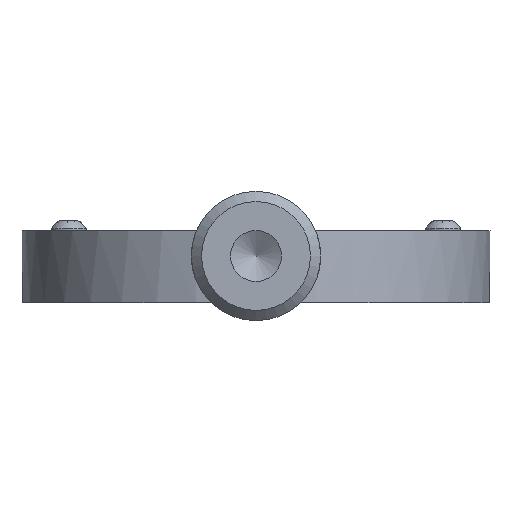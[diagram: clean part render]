
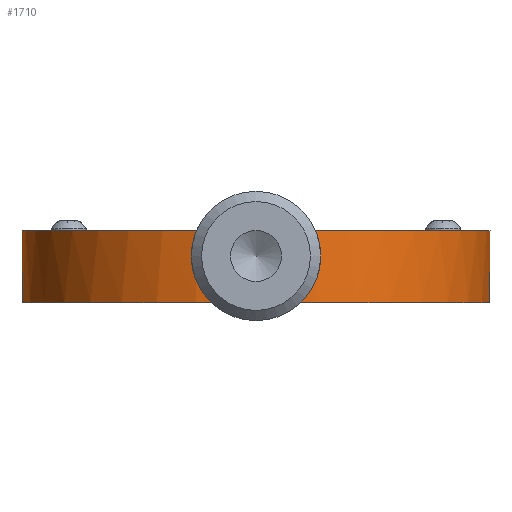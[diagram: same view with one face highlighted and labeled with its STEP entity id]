
A CAD part, front view. The second image highlights one B-rep face of the part: STEP entity #1710.
In plain terms, the highlighted cylindrical face has radius 23 mm (diameter 46 mm), a partial arc.
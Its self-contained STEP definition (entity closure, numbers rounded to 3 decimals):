
#2 = FACE_OUTER_BOUND ( 'NONE', #3803, .T. ) ;
#28 = CARTESIAN_POINT ( 'NONE',  ( 0., 0., 0. ) ) ;
#93 = VERTEX_POINT ( 'NONE', #2246 ) ;
#160 = CARTESIAN_POINT ( 'NONE',  ( 0., 0., 1.5 ) ) ;
#164 = CIRCLE ( 'NONE', #687, 23. ) ;
#309 = EDGE_CURVE ( 'NONE', #4060, #2629, #1275, .T. ) ;
#342 = CARTESIAN_POINT ( 'NONE',  ( 2., -22.913, 0. ) ) ;
#392 = LINE ( 'NONE', #3277, #2610 ) ;
#454 = DIRECTION ( 'NONE',  ( 1., 0., 0. ) ) ;
#619 = CARTESIAN_POINT ( 'NONE',  ( -2., -22.913, 7.1 ) ) ;
#684 = ORIENTED_EDGE ( 'NONE', *, *, #1595, .F. ) ;
#687 = AXIS2_PLACEMENT_3D ( 'NONE', #1176, #3066, #3987 ) ;
#731 = DIRECTION ( 'NONE',  ( 1., 0., 0. ) ) ;
#738 = EDGE_CURVE ( 'NONE', #3938, #3494, #1072, .T. ) ;
#896 = CARTESIAN_POINT ( 'NONE',  ( 20.463, 10.5, 1.5 ) ) ;
#962 = ORIENTED_EDGE ( 'NONE', *, *, #738, .F. ) ;
#986 = DIRECTION ( 'NONE',  ( 0., 0., 1. ) ) ;
#987 = VERTEX_POINT ( 'NONE', #2966 ) ;
#1072 = CIRCLE ( 'NONE', #1333, 23. ) ;
#1176 = CARTESIAN_POINT ( 'NONE',  ( 0., 0., 7.1 ) ) ;
#1236 = VERTEX_POINT ( 'NONE', #2253 ) ;
#1240 = DIRECTION ( 'NONE',  ( 0., 0., -1. ) ) ;
#1264 = LINE ( 'NONE', #1588, #2954 ) ;
#1275 = CIRCLE ( 'NONE', #2337, 23. ) ;
#1333 = AXIS2_PLACEMENT_3D ( 'NONE', #3426, #3289, #454 ) ;
#1404 = EDGE_CURVE ( 'NONE', #1236, #3494, #1264, .T. ) ;
#1429 = ORIENTED_EDGE ( 'NONE', *, *, #1793, .T. ) ;
#1498 = VECTOR ( 'NONE', #1968, 1000. ) ;
#1527 = VERTEX_POINT ( 'NONE', #2322 ) ;
#1555 = ORIENTED_EDGE ( 'NONE', *, *, #309, .F. ) ;
#1583 = ORIENTED_EDGE ( 'NONE', *, *, #1404, .T. ) ;
#1588 = CARTESIAN_POINT ( 'NONE',  ( -2., -22.913, 0. ) ) ;
#1595 = EDGE_CURVE ( 'NONE', #2629, #3938, #392, .T. ) ;
#1710 = ADVANCED_FACE ( 'NONE', ( #2 ), #3219, .T. ) ;
#1768 = LINE ( 'NONE', #896, #3533 ) ;
#1793 = EDGE_CURVE ( 'NONE', #987, #1236, #1976, .T. ) ;
#1842 = AXIS2_PLACEMENT_3D ( 'NONE', #3195, #1240, #3787 ) ;
#1968 = DIRECTION ( 'NONE',  ( 0., 0., 1. ) ) ;
#1976 = CIRCLE ( 'NONE', #2505, 23. ) ;
#2146 = ORIENTED_EDGE ( 'NONE', *, *, #3862, .T. ) ;
#2161 = CARTESIAN_POINT ( 'NONE',  ( 20.463, 10.5, 1.5 ) ) ;
#2246 = CARTESIAN_POINT ( 'NONE',  ( 2., -22.913, 7.1 ) ) ;
#2253 = CARTESIAN_POINT ( 'NONE',  ( -2., -22.913, 0. ) ) ;
#2291 = EDGE_CURVE ( 'NONE', #93, #1527, #164, .T. ) ;
#2322 = CARTESIAN_POINT ( 'NONE',  ( 20.463, 10.5, 7.1 ) ) ;
#2337 = AXIS2_PLACEMENT_3D ( 'NONE', #160, #3326, #2962 ) ;
#2424 = CARTESIAN_POINT ( 'NONE',  ( -20.463, 10.5, 7.1 ) ) ;
#2443 = EDGE_CURVE ( 'NONE', #987, #93, #3558, .T. ) ;
#2482 = DIRECTION ( 'NONE',  ( 0., 0., 1. ) ) ;
#2505 = AXIS2_PLACEMENT_3D ( 'NONE', #28, #2553, #731 ) ;
#2553 = DIRECTION ( 'NONE',  ( 0., 0., 1. ) ) ;
#2610 = VECTOR ( 'NONE', #986, 1000. ) ;
#2629 = VERTEX_POINT ( 'NONE', #3328 ) ;
#2862 = DIRECTION ( 'NONE',  ( 0., 0., 1. ) ) ;
#2954 = VECTOR ( 'NONE', #2862, 1000. ) ;
#2962 = DIRECTION ( 'NONE',  ( 1., 0., 0. ) ) ;
#2966 = CARTESIAN_POINT ( 'NONE',  ( 2., -22.913, 0. ) ) ;
#3066 = DIRECTION ( 'NONE',  ( 0., 0., 1. ) ) ;
#3195 = CARTESIAN_POINT ( 'NONE',  ( 0., 0., 7.1 ) ) ;
#3219 = CYLINDRICAL_SURFACE ( 'NONE', #1842, 23. ) ;
#3277 = CARTESIAN_POINT ( 'NONE',  ( -20.463, 10.5, 1.5 ) ) ;
#3288 = ORIENTED_EDGE ( 'NONE', *, *, #2291, .F. ) ;
#3289 = DIRECTION ( 'NONE',  ( 0., 0., 1. ) ) ;
#3326 = DIRECTION ( 'NONE',  ( 0., 0., 1. ) ) ;
#3328 = CARTESIAN_POINT ( 'NONE',  ( -20.463, 10.5, 1.5 ) ) ;
#3426 = CARTESIAN_POINT ( 'NONE',  ( 0., 0., 7.1 ) ) ;
#3438 = ORIENTED_EDGE ( 'NONE', *, *, #2443, .F. ) ;
#3494 = VERTEX_POINT ( 'NONE', #619 ) ;
#3533 = VECTOR ( 'NONE', #2482, 1000. ) ;
#3558 = LINE ( 'NONE', #342, #1498 ) ;
#3787 = DIRECTION ( 'NONE',  ( -1., 0., 0. ) ) ;
#3803 = EDGE_LOOP ( 'NONE', ( #3288, #3438, #1429, #1583, #962, #684, #1555, #2146 ) ) ;
#3862 = EDGE_CURVE ( 'NONE', #4060, #1527, #1768, .T. ) ;
#3938 = VERTEX_POINT ( 'NONE', #2424 ) ;
#3987 = DIRECTION ( 'NONE',  ( 1., 0., 0. ) ) ;
#4060 = VERTEX_POINT ( 'NONE', #2161 ) ;
